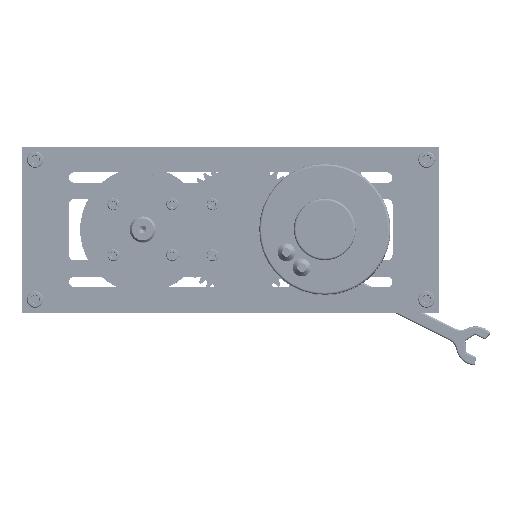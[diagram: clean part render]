
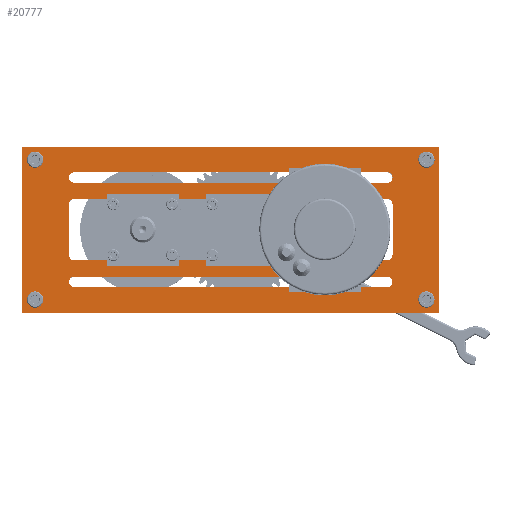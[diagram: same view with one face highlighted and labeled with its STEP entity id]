
A CAD part, top view. The second image highlights one B-rep face of the part: STEP entity #20777.
In plain terms, the highlighted face is planar.
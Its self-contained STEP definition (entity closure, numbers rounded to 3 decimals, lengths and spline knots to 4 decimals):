
#1356=FACE_BOUND($,#3387,.T.);
#1357=FACE_BOUND($,#3388,.T.);
#1358=FACE_BOUND($,#3389,.T.);
#1359=FACE_BOUND($,#3390,.T.);
#1360=FACE_BOUND($,#3391,.T.);
#1361=FACE_BOUND($,#3392,.T.);
#1362=FACE_BOUND($,#3393,.T.);
#1363=FACE_BOUND($,#3394,.T.);
#1832=PLANE($,#22092);
#3387=EDGE_LOOP($,(#13987,#13988,#13989,#13990,#13991,#13992,#13993,#13994));
#3388=EDGE_LOOP($,(#13995,#13996,#13997,#13998));
#3389=EDGE_LOOP($,(#13999,#14000,#14001,#14002));
#3390=EDGE_LOOP($,(#14003));
#3391=EDGE_LOOP($,(#14004));
#3392=EDGE_LOOP($,(#14005));
#3393=EDGE_LOOP($,(#14006));
#3394=EDGE_LOOP($,(#14007,#14008,#14009,#14010));
#5004=LINE($,#31280,#6082);
#5008=LINE($,#31292,#6086);
#5012=LINE($,#31304,#6090);
#5016=LINE($,#31314,#6094);
#5019=LINE($,#31322,#6097);
#5023=LINE($,#31334,#6101);
#5027=LINE($,#31346,#6105);
#5031=LINE($,#31358,#6109);
#5035=LINE($,#31390,#6113);
#5039=LINE($,#31397,#6117);
#5042=LINE($,#31403,#6120);
#5044=LINE($,#31406,#6122);
#6082=VECTOR($,#24771,0.98);
#6086=VECTOR($,#24783,6.);
#6090=VECTOR($,#24795,0.98);
#6094=VECTOR($,#24807,6.);
#6097=VECTOR($,#24812,6.);
#6101=VECTOR($,#24824,6.);
#6105=VECTOR($,#24836,6.);
#6109=VECTOR($,#24848,6.);
#6113=VECTOR($,#24884,3.18);
#6117=VECTOR($,#24890,8.);
#6120=VECTOR($,#24895,3.18);
#6122=VECTOR($,#24899,8.);
#7158=CIRCLE($,#22046,0.1);
#7160=CIRCLE($,#22050,0.1);
#7162=CIRCLE($,#22054,0.1);
#7164=CIRCLE($,#22058,0.1);
#7166=CIRCLE($,#22063,0.1);
#7168=CIRCLE($,#22067,0.1);
#7170=CIRCLE($,#22071,0.1);
#7172=CIRCLE($,#22075,0.1);
#7174=CIRCLE($,#22078,0.1005);
#7176=CIRCLE($,#22081,0.1005);
#7178=CIRCLE($,#22084,0.1005);
#7180=CIRCLE($,#22087,0.1005);
#8509=VERTEX_POINT($,#31271);
#8510=VERTEX_POINT($,#31273);
#8512=VERTEX_POINT($,#31279);
#8514=VERTEX_POINT($,#31285);
#8516=VERTEX_POINT($,#31291);
#8518=VERTEX_POINT($,#31297);
#8520=VERTEX_POINT($,#31303);
#8522=VERTEX_POINT($,#31309);
#8525=VERTEX_POINT($,#31319);
#8526=VERTEX_POINT($,#31321);
#8528=VERTEX_POINT($,#31327);
#8530=VERTEX_POINT($,#31333);
#8533=VERTEX_POINT($,#31343);
#8534=VERTEX_POINT($,#31345);
#8536=VERTEX_POINT($,#31351);
#8538=VERTEX_POINT($,#31357);
#8540=VERTEX_POINT($,#31366);
#8542=VERTEX_POINT($,#31371);
#8544=VERTEX_POINT($,#31376);
#8546=VERTEX_POINT($,#31381);
#8549=VERTEX_POINT($,#31387);
#8550=VERTEX_POINT($,#31389);
#8552=VERTEX_POINT($,#31395);
#8554=VERTEX_POINT($,#31401);
#10794=EDGE_CURVE($,#8510,#8509,#7158,.T.);
#10797=EDGE_CURVE($,#8512,#8510,#5004,.T.);
#10800=EDGE_CURVE($,#8514,#8512,#7160,.T.);
#10803=EDGE_CURVE($,#8516,#8514,#5008,.T.);
#10806=EDGE_CURVE($,#8518,#8516,#7162,.T.);
#10809=EDGE_CURVE($,#8520,#8518,#5012,.T.);
#10812=EDGE_CURVE($,#8522,#8520,#7164,.T.);
#10815=EDGE_CURVE($,#8509,#8522,#5016,.T.);
#10818=EDGE_CURVE($,#8526,#8525,#5019,.T.);
#10821=EDGE_CURVE($,#8528,#8526,#7166,.T.);
#10824=EDGE_CURVE($,#8530,#8528,#5023,.T.);
#10827=EDGE_CURVE($,#8525,#8530,#7168,.T.);
#10830=EDGE_CURVE($,#8534,#8533,#5027,.T.);
#10833=EDGE_CURVE($,#8536,#8534,#7170,.T.);
#10836=EDGE_CURVE($,#8538,#8536,#5031,.T.);
#10839=EDGE_CURVE($,#8533,#8538,#7172,.T.);
#10841=EDGE_CURVE($,#8540,#8540,#7174,.T.);
#10843=EDGE_CURVE($,#8542,#8542,#7176,.T.);
#10845=EDGE_CURVE($,#8544,#8544,#7178,.T.);
#10847=EDGE_CURVE($,#8546,#8546,#7180,.T.);
#10850=EDGE_CURVE($,#8549,#8550,#5035,.T.);
#10854=EDGE_CURVE($,#8552,#8549,#5039,.T.);
#10857=EDGE_CURVE($,#8554,#8552,#5042,.T.);
#10859=EDGE_CURVE($,#8550,#8554,#5044,.T.);
#13987=ORIENTED_EDGE($,*,*,#10794,.T.);
#13988=ORIENTED_EDGE($,*,*,#10815,.T.);
#13989=ORIENTED_EDGE($,*,*,#10812,.T.);
#13990=ORIENTED_EDGE($,*,*,#10809,.T.);
#13991=ORIENTED_EDGE($,*,*,#10806,.T.);
#13992=ORIENTED_EDGE($,*,*,#10803,.T.);
#13993=ORIENTED_EDGE($,*,*,#10800,.T.);
#13994=ORIENTED_EDGE($,*,*,#10797,.T.);
#13995=ORIENTED_EDGE($,*,*,#10818,.T.);
#13996=ORIENTED_EDGE($,*,*,#10827,.T.);
#13997=ORIENTED_EDGE($,*,*,#10824,.T.);
#13998=ORIENTED_EDGE($,*,*,#10821,.T.);
#13999=ORIENTED_EDGE($,*,*,#10830,.T.);
#14000=ORIENTED_EDGE($,*,*,#10839,.T.);
#14001=ORIENTED_EDGE($,*,*,#10836,.T.);
#14002=ORIENTED_EDGE($,*,*,#10833,.T.);
#14003=ORIENTED_EDGE($,*,*,#10841,.T.);
#14004=ORIENTED_EDGE($,*,*,#10843,.T.);
#14005=ORIENTED_EDGE($,*,*,#10845,.T.);
#14006=ORIENTED_EDGE($,*,*,#10847,.T.);
#14007=ORIENTED_EDGE($,*,*,#10859,.F.);
#14008=ORIENTED_EDGE($,*,*,#10850,.F.);
#14009=ORIENTED_EDGE($,*,*,#10854,.F.);
#14010=ORIENTED_EDGE($,*,*,#10857,.F.);
#20777=ADVANCED_FACE($,(#1356,#1357,#1358,#1359,#1360,#1361,#1362,#1363),
#1832,.F.);
#22046=AXIS2_PLACEMENT_3D($,#31274,#24765,#24766);
#22050=AXIS2_PLACEMENT_3D($,#31286,#24777,#24778);
#22054=AXIS2_PLACEMENT_3D($,#31298,#24789,#24790);
#22058=AXIS2_PLACEMENT_3D($,#31310,#24801,#24802);
#22063=AXIS2_PLACEMENT_3D($,#31328,#24818,#24819);
#22067=AXIS2_PLACEMENT_3D($,#31338,#24830,#24831);
#22071=AXIS2_PLACEMENT_3D($,#31352,#24842,#24843);
#22075=AXIS2_PLACEMENT_3D($,#31362,#24854,#24855);
#22078=AXIS2_PLACEMENT_3D($,#31367,#24860,#24861);
#22081=AXIS2_PLACEMENT_3D($,#31372,#24866,#24867);
#22084=AXIS2_PLACEMENT_3D($,#31377,#24872,#24873);
#22087=AXIS2_PLACEMENT_3D($,#31382,#24878,#24879);
#22092=AXIS2_PLACEMENT_3D($,#31407,#24900,#24901);
#24765=DIRECTION('center_axis',(0.,0.,1.));
#24766=DIRECTION('ref_axis',(-1.,0.,0.));
#24771=DIRECTION($,(0.,1.,0.));
#24777=DIRECTION('center_axis',(0.,0.,1.));
#24778=DIRECTION('ref_axis',(0.,1.,0.));
#24783=DIRECTION($,(1.,0.,0.));
#24789=DIRECTION('center_axis',(0.,0.,1.));
#24790=DIRECTION('ref_axis',(1.,0.,0.));
#24795=DIRECTION($,(0.,-1.,0.));
#24801=DIRECTION('center_axis',(0.,0.,1.));
#24802=DIRECTION('ref_axis',(0.,-1.,0.));
#24807=DIRECTION($,(-1.,0.,0.));
#24812=DIRECTION($,(1.,0.,0.));
#24818=DIRECTION('center_axis',(0.,0.,1.));
#24819=DIRECTION('ref_axis',(0.,1.,0.));
#24824=DIRECTION($,(-1.,0.,0.));
#24830=DIRECTION('center_axis',(0.,0.,1.));
#24831=DIRECTION('ref_axis',(0.,-1.,0.));
#24836=DIRECTION($,(-1.,0.,0.));
#24842=DIRECTION('center_axis',(0.,0.,1.));
#24843=DIRECTION('ref_axis',(0.,1.,0.));
#24848=DIRECTION($,(1.,0.,0.));
#24854=DIRECTION('center_axis',(0.,0.,1.));
#24855=DIRECTION('ref_axis',(0.,-1.,0.));
#24860=DIRECTION('center_axis',(0.,0.,1.));
#24861=DIRECTION('ref_axis',(-1.,0.,0.));
#24866=DIRECTION('center_axis',(0.,0.,1.));
#24867=DIRECTION('ref_axis',(-1.,0.,0.));
#24872=DIRECTION('center_axis',(0.,0.,1.));
#24873=DIRECTION('ref_axis',(-1.,0.,0.));
#24878=DIRECTION('center_axis',(0.,0.,1.));
#24879=DIRECTION('ref_axis',(-1.,0.,0.));
#24884=DIRECTION($,(0.,-1.,0.));
#24890=DIRECTION($,(-1.,0.,0.));
#24895=DIRECTION($,(0.,1.,0.));
#24899=DIRECTION($,(1.,0.,0.));
#24900=DIRECTION('center_axis',(0.,0.,1.));
#24901=DIRECTION('ref_axis',(1.,0.,0.));
#31271=CARTESIAN_POINT('',(7.,2.18,0.));
#31273=CARTESIAN_POINT('',(7.1,2.08,0.));
#31274=CARTESIAN_POINT('Origin',(7.,2.08,0.));
#31279=CARTESIAN_POINT('',(7.1,1.1,0.));
#31280=CARTESIAN_POINT($,(7.1,1.835,0.));
#31285=CARTESIAN_POINT('',(7.,1.,0.));
#31286=CARTESIAN_POINT('Origin',(7.,1.1,0.));
#31291=CARTESIAN_POINT('',(1.,1.,0.));
#31292=CARTESIAN_POINT($,(5.5,1.,0.));
#31297=CARTESIAN_POINT('',(0.9,1.1,0.));
#31298=CARTESIAN_POINT('Origin',(1.,1.1,0.));
#31303=CARTESIAN_POINT('',(0.9,2.08,0.));
#31304=CARTESIAN_POINT($,(0.9,1.345,0.));
#31309=CARTESIAN_POINT('',(1.,2.18,0.));
#31310=CARTESIAN_POINT('Origin',(1.,2.08,0.));
#31314=CARTESIAN_POINT($,(2.5,2.18,0.));
#31319=CARTESIAN_POINT('',(7.,2.49,0.));
#31321=CARTESIAN_POINT('',(1.,2.49,0.));
#31322=CARTESIAN_POINT($,(5.5,2.49,0.));
#31327=CARTESIAN_POINT('',(1.,2.69,0.));
#31328=CARTESIAN_POINT('Origin',(1.,2.59,0.));
#31333=CARTESIAN_POINT('',(7.,2.69,0.));
#31334=CARTESIAN_POINT($,(2.5,2.69,0.));
#31338=CARTESIAN_POINT('Origin',(7.,2.59,0.));
#31343=CARTESIAN_POINT('',(1.,0.69,0.));
#31345=CARTESIAN_POINT('',(7.,0.69,0.));
#31346=CARTESIAN_POINT($,(2.5,0.69,0.));
#31351=CARTESIAN_POINT('',(7.,0.49,0.));
#31352=CARTESIAN_POINT('Origin',(7.,0.59,0.));
#31357=CARTESIAN_POINT('',(1.,0.49,0.));
#31358=CARTESIAN_POINT($,(5.5,0.49,0.));
#31362=CARTESIAN_POINT('Origin',(1.,0.59,0.));
#31366=CARTESIAN_POINT('',(0.3505,2.93,0.));
#31367=CARTESIAN_POINT('Origin',(0.25,2.93,0.));
#31371=CARTESIAN_POINT('',(7.8505,2.93,0.));
#31372=CARTESIAN_POINT('Origin',(7.75,2.93,0.));
#31376=CARTESIAN_POINT('',(7.8505,0.25,0.));
#31377=CARTESIAN_POINT('Origin',(7.75,0.25,0.));
#31381=CARTESIAN_POINT('',(0.3505,0.25,0.));
#31382=CARTESIAN_POINT('Origin',(0.25,0.25,0.));
#31387=CARTESIAN_POINT('',(0.,3.18,0.));
#31389=CARTESIAN_POINT('',(0.,0.,0.));
#31390=CARTESIAN_POINT($,(0.,3.18,0.));
#31395=CARTESIAN_POINT('',(8.,3.18,0.));
#31397=CARTESIAN_POINT($,(8.,3.18,0.));
#31401=CARTESIAN_POINT('',(8.,0.,0.));
#31403=CARTESIAN_POINT($,(8.,0.,0.));
#31406=CARTESIAN_POINT($,(0.,0.,0.));
#31407=CARTESIAN_POINT('Origin',(4.,1.59,0.));
